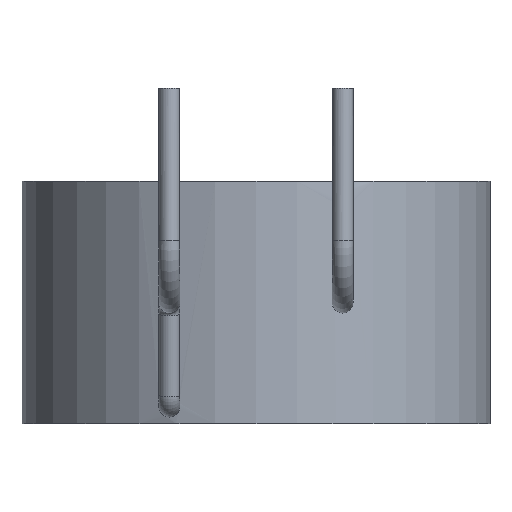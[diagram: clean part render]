
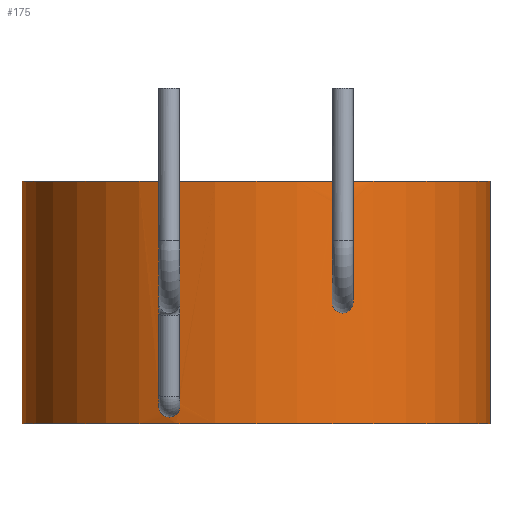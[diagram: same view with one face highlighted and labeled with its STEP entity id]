
A CAD part, front view. The second image highlights one B-rep face of the part: STEP entity #175.
In plain terms, the highlighted cylindrical face has radius 6.75 mm (diameter 13.5 mm), a full revolution.
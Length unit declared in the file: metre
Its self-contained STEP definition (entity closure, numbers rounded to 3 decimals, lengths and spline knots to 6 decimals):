
#18=B_SPLINE_CURVE_WITH_KNOTS('',3,(#300,#301,#302,#303,#304,#305,#306,
#307,#308,#309),.UNSPECIFIED.,.T.,.F.,(1,1,1,1,1,1,1,1,1,1,1,1,1,1),(-0.00073,
-0.000486,-0.000243,0.,0.000486,0.00073,
0.000973,0.001216,0.001459,0.001703,
0.001946,0.002432,0.002675,0.002919),
 .UNSPECIFIED.);
#19=B_SPLINE_CURVE_WITH_KNOTS('',3,(#311,#312,#313,#314,#315,#316,#317,
#318,#319,#320),.UNSPECIFIED.,.T.,.F.,(1,1,1,1,1,1,1,1,1,1,1,1,1,1),(-0.00073,
-0.000486,-0.000243,0.,0.000486,0.00073,
0.000973,0.001216,0.001459,0.001703,
0.001946,0.002432,0.002675,0.002919),
 .UNSPECIFIED.);
#22=CYLINDRICAL_SURFACE('',#207,0.00675);
#31=ORIENTED_EDGE('',*,*,#61,.T.);
#32=ORIENTED_EDGE('',*,*,#62,.F.);
#33=ORIENTED_EDGE('',*,*,#63,.F.);
#34=ORIENTED_EDGE('',*,*,#64,.F.);
#61=EDGE_CURVE('',#77,#77,#93,.T.);
#62=EDGE_CURVE('',#78,#78,#94,.T.);
#63=EDGE_CURVE('',#79,#79,#18,.T.);
#64=EDGE_CURVE('',#80,#80,#19,.T.);
#77=VERTEX_POINT('',#295);
#78=VERTEX_POINT('',#298);
#79=VERTEX_POINT('',#310);
#80=VERTEX_POINT('',#321);
#93=CIRCLE('',#204,0.00675);
#94=CIRCLE('',#206,0.00675);
#107=EDGE_LOOP('',(#31));
#108=EDGE_LOOP('',(#32));
#109=EDGE_LOOP('',(#33));
#110=EDGE_LOOP('',(#34));
#139=FACE_BOUND('',#107,.T.);
#140=FACE_BOUND('',#108,.T.);
#141=FACE_BOUND('',#109,.T.);
#142=FACE_BOUND('',#110,.T.);
#175=ADVANCED_FACE('',(#139,#140,#141,#142),#22,.T.);
#204=AXIS2_PLACEMENT_3D('',#294,#236,#237);
#206=AXIS2_PLACEMENT_3D('',#297,#240,#241);
#207=AXIS2_PLACEMENT_3D('',#299,#242,#243);
#236=DIRECTION('',(0.,0.,1.));
#237=DIRECTION('',(1.,0.,0.));
#240=DIRECTION('',(0.,0.,1.));
#241=DIRECTION('',(1.,0.,0.));
#242=DIRECTION('',(0.,0.,-1.));
#243=DIRECTION('',(-1.,0.,0.));
#294=CARTESIAN_POINT('',(0.,0.01025,-0.0035));
#295=CARTESIAN_POINT('',(0.00675,0.01025,-0.0035));
#297=CARTESIAN_POINT('',(0.,0.01025,0.0035));
#298=CARTESIAN_POINT('',(0.00675,0.01025,0.0035));
#299=CARTESIAN_POINT('',(0.,0.01025,0.0035));
#300=CARTESIAN_POINT('',(-0.002269,0.003892,-0.00276));
#301=CARTESIAN_POINT('',(-0.002579,0.004007,-0.002636));
#302=CARTESIAN_POINT('',(-0.002871,0.004141,-0.00291));
#303=CARTESIAN_POINT('',(-0.002731,0.004076,-0.00324));
#304=CARTESIAN_POINT('',(-0.002505,0.00398,-0.003329));
#305=CARTESIAN_POINT('',(-0.002274,0.003894,-0.003244));
#306=CARTESIAN_POINT('',(-0.002164,0.003856,-0.003003));
#307=CARTESIAN_POINT('',(-0.002269,0.003892,-0.00276));
#308=CARTESIAN_POINT('',(-0.002579,0.004007,-0.002636));
#309=CARTESIAN_POINT('',(-0.002871,0.004141,-0.00291));
#310=CARTESIAN_POINT('',(-0.0025,0.00398,-0.0027));
#311=CARTESIAN_POINT('',(0.002269,0.003892,0.00276));
#312=CARTESIAN_POINT('',(0.002579,0.004007,0.002636));
#313=CARTESIAN_POINT('',(0.002871,0.004141,0.00291));
#314=CARTESIAN_POINT('',(0.002731,0.004076,0.00324));
#315=CARTESIAN_POINT('',(0.002505,0.00398,0.003329));
#316=CARTESIAN_POINT('',(0.002274,0.003894,0.003244));
#317=CARTESIAN_POINT('',(0.002164,0.003856,0.003003));
#318=CARTESIAN_POINT('',(0.002269,0.003892,0.00276));
#319=CARTESIAN_POINT('',(0.002579,0.004007,0.002636));
#320=CARTESIAN_POINT('',(0.002871,0.004141,0.00291));
#321=CARTESIAN_POINT('',(0.0025,0.00398,0.0027));
